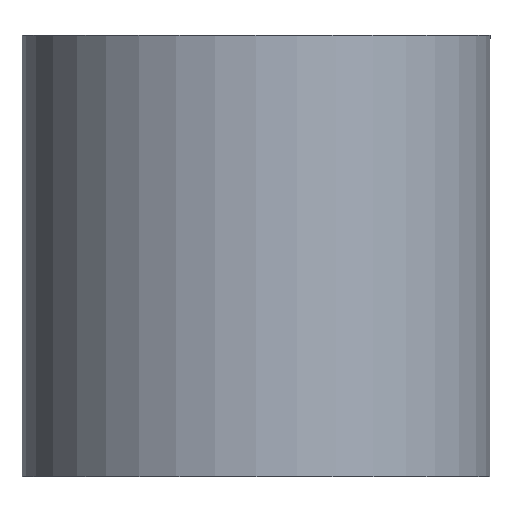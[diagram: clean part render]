
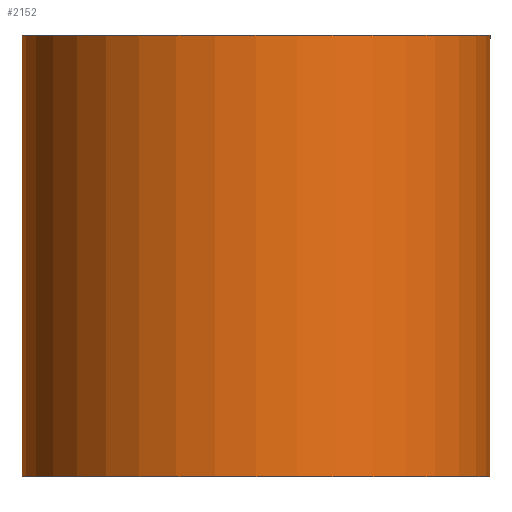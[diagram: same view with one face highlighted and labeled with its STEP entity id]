
A CAD part, left-side view. The second image highlights one B-rep face of the part: STEP entity #2152.
In plain terms, the highlighted cylindrical face has radius 9 mm (diameter 18 mm), a full revolution.
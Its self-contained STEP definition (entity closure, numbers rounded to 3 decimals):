
#13=(
BOUNDED_CURVE()
B_SPLINE_CURVE(3,(#1612,#1613,#1614,#1615,#1616,#1617,#1618,#1619,#1620,
#1621,#1622,#1623,#1624,#1625,#1626,#1627,#1628,#1629,#1630,#1631,#1632,
#1633,#1634,#1635,#1636,#1637,#1638,#1639),.UNSPECIFIED.,.U.,.U.)
B_SPLINE_CURVE_WITH_KNOTS((4,1,1,1,1,1,1,1,1,1,1,1,1,1,1,1,1,1,1,1,1,1,1,
1,1,4),(0.,0.014,0.033,0.053,0.075,
0.097,0.12,0.143,0.165,
0.186,0.207,0.227,0.246,0.263,
0.281,0.299,0.318,0.337,
0.358,0.38,0.403,0.425,
0.447,0.468,0.487,0.5),
 .UNSPECIFIED.)
CURVE()
GEOMETRIC_REPRESENTATION_ITEM()
RATIONAL_B_SPLINE_CURVE((1.,1.,1.,1.,1.,1.,1.,1.,1.,1.,1.,1.,1.,1.,1.,1.,
1.,1.,1.,1.,1.,1.,1.,1.,1.,1.,1.,1.))
REPRESENTATION_ITEM('')
);
#14=(
BOUNDED_CURVE()
B_SPLINE_CURVE(3,(#1640,#1641,#1642,#1643,#1644,#1645,#1646,#1647,#1648,
#1649,#1650,#1651,#1652,#1653,#1654,#1655,#1656,#1657,#1658,#1659,#1660,
#1661,#1662,#1663,#1664,#1665,#1666,#1667,#1668),.UNSPECIFIED.,.U.,.U.)
B_SPLINE_CURVE_WITH_KNOTS((4,1,1,1,1,1,1,1,1,1,1,1,1,1,1,1,1,1,1,1,1,1,1,
1,1,1,4),(0.5,0.506,0.525,0.545,
0.565,0.587,0.61,0.633,
0.655,0.677,0.698,0.718,0.737,
0.756,0.773,0.791,0.809,
0.829,0.849,0.87,0.893,
0.915,0.938,0.959,0.979,0.988,
1.),.UNSPECIFIED.)
CURVE()
GEOMETRIC_REPRESENTATION_ITEM()
RATIONAL_B_SPLINE_CURVE((1.,1.,1.,1.,1.,1.,1.,1.,1.,1.,1.,1.,1.,1.,1.,1.,
1.,1.,1.,1.,1.,1.,1.,1.,1.,1.,1.,1.,1.))
REPRESENTATION_ITEM('')
);
#480=ORIENTED_EDGE('',*,*,#609,.F.);
#481=ORIENTED_EDGE('',*,*,#608,.F.);
#482=ORIENTED_EDGE('',*,*,#610,.T.);
#483=ORIENTED_EDGE('',*,*,#611,.T.);
#540=CIRCLE('',#2090,9.);
#541=CIRCLE('',#2092,9.);
#572=VERTEX_POINT('',#1605);
#573=VERTEX_POINT('',#1608);
#574=VERTEX_POINT('',#1610);
#575=VERTEX_POINT('',#1611);
#608=EDGE_CURVE('',#572,#572,#540,.T.);
#609=EDGE_CURVE('',#573,#573,#541,.T.);
#610=EDGE_CURVE('',#574,#575,#13,.T.);
#611=EDGE_CURVE('',#575,#574,#14,.T.);
#661=EDGE_LOOP('',(#480));
#662=EDGE_LOOP('',(#481));
#663=EDGE_LOOP('',(#482,#483));
#729=FACE_BOUND('',#661,.T.);
#730=FACE_BOUND('',#662,.T.);
#731=FACE_BOUND('',#663,.T.);
#830=DIRECTION('',(-1.,0.,0.));
#831=DIRECTION('',(0.,0.,-9.));
#832=DIRECTION('',(-1.,0.,0.));
#833=DIRECTION('',(0.,1.,0.));
#834=DIRECTION('',(1.,0.,0.));
#835=DIRECTION('',(0.,0.,9.));
#1605=CARTESIAN_POINT('',(-12.088,-36.531,-9.));
#1606=CARTESIAN_POINT('',(-12.088,-36.531,0.));
#1607=CARTESIAN_POINT('',(5.662,-36.531,0.));
#1608=CARTESIAN_POINT('',(4.912,-36.531,9.));
#1609=CARTESIAN_POINT('',(4.912,-36.531,0.));
#1610=CARTESIAN_POINT('',(-3.588,-29.968,-6.158));
#1611=CARTESIAN_POINT('',(-3.589,-29.968,6.158));
#1612=CARTESIAN_POINT('',(-3.588,-29.968,-6.158));
#1613=CARTESIAN_POINT('',(-3.387,-29.968,-6.158));
#1614=CARTESIAN_POINT('',(-2.92,-29.948,-6.137));
#1615=CARTESIAN_POINT('',(-2.186,-29.848,-6.029));
#1616=CARTESIAN_POINT('',(-1.396,-29.659,-5.815));
#1617=CARTESIAN_POINT('',(-0.616,-29.4,-5.497));
#1618=CARTESIAN_POINT('',(0.135,-29.088,-5.071));
#1619=CARTESIAN_POINT('',(0.831,-28.752,-4.542));
#1620=CARTESIAN_POINT('',(1.447,-28.421,-3.925));
#1621=CARTESIAN_POINT('',(1.963,-28.123,-3.24));
#1622=CARTESIAN_POINT('',(2.369,-27.876,-2.508));
#1623=CARTESIAN_POINT('',(2.665,-27.69,-1.744));
#1624=CARTESIAN_POINT('',(2.849,-27.572,-0.965));
#1625=CARTESIAN_POINT('',(2.925,-27.523,-0.198));
#1626=CARTESIAN_POINT('',(2.901,-27.538,0.543));
#1627=CARTESIAN_POINT('',(2.79,-27.61,1.257));
#1628=CARTESIAN_POINT('',(2.59,-27.737,1.959));
#1629=CARTESIAN_POINT('',(2.297,-27.92,2.65));
#1630=CARTESIAN_POINT('',(1.906,-28.156,3.321));
#1631=CARTESIAN_POINT('',(1.414,-28.439,3.959));
#1632=CARTESIAN_POINT('',(0.822,-28.756,4.548));
#1633=CARTESIAN_POINT('',(0.14,-29.086,5.067));
#1634=CARTESIAN_POINT('',(-0.613,-29.399,5.496));
#1635=CARTESIAN_POINT('',(-1.412,-29.665,5.822));
#1636=CARTESIAN_POINT('',(-2.228,-29.857,6.039));
#1637=CARTESIAN_POINT('',(-2.958,-29.951,6.14));
#1638=CARTESIAN_POINT('',(-3.41,-29.968,6.158));
#1639=CARTESIAN_POINT('',(-3.589,-29.968,6.158));
#1640=CARTESIAN_POINT('',(-3.589,-29.968,6.158));
#1641=CARTESIAN_POINT('',(-3.675,-29.968,6.158));
#1642=CARTESIAN_POINT('',(-4.025,-29.962,6.151));
#1643=CARTESIAN_POINT('',(-4.644,-29.906,6.092));
#1644=CARTESIAN_POINT('',(-5.437,-29.751,5.921));
#1645=CARTESIAN_POINT('',(-6.223,-29.521,5.649));
#1646=CARTESIAN_POINT('',(-6.989,-29.229,5.27));
#1647=CARTESIAN_POINT('',(-7.713,-28.9,4.785));
#1648=CARTESIAN_POINT('',(-8.366,-28.563,4.204));
#1649=CARTESIAN_POINT('',(-8.927,-28.248,3.546));
#1650=CARTESIAN_POINT('',(-9.382,-27.977,2.832));
#1651=CARTESIAN_POINT('',(-9.726,-27.763,2.08));
#1652=CARTESIAN_POINT('',(-9.959,-27.615,1.305));
#1653=CARTESIAN_POINT('',(-10.081,-27.536,0.53));
#1654=CARTESIAN_POINT('',(-10.099,-27.524,-0.223));
#1655=CARTESIAN_POINT('',(-10.026,-27.572,-0.947));
#1656=CARTESIAN_POINT('',(-9.865,-27.675,-1.653));
#1657=CARTESIAN_POINT('',(-9.614,-27.834,-2.35));
#1658=CARTESIAN_POINT('',(-9.266,-28.047,-3.031));
#1659=CARTESIAN_POINT('',(-8.818,-28.311,-3.686));
#1660=CARTESIAN_POINT('',(-8.269,-28.615,-4.299));
#1661=CARTESIAN_POINT('',(-7.625,-28.942,-4.851));
#1662=CARTESIAN_POINT('',(-6.899,-29.266,-5.321));
#1663=CARTESIAN_POINT('',(-6.117,-29.557,-5.693));
#1664=CARTESIAN_POINT('',(-5.305,-29.783,-5.957));
#1665=CARTESIAN_POINT('',(-4.616,-29.905,-6.09));
#1666=CARTESIAN_POINT('',(-4.045,-29.958,-6.147));
#1667=CARTESIAN_POINT('',(-3.749,-29.968,-6.158));
#1668=CARTESIAN_POINT('',(-3.588,-29.968,-6.158));
#2090=AXIS2_PLACEMENT_3D('',#1606,#830,#831);
#2091=AXIS2_PLACEMENT_3D('',#1607,#832,#833);
#2092=AXIS2_PLACEMENT_3D('',#1609,#834,#835);
#2130=CYLINDRICAL_SURFACE('',#2091,9.);
#2152=ADVANCED_FACE('',(#729,#730,#731),#2130,.T.);
